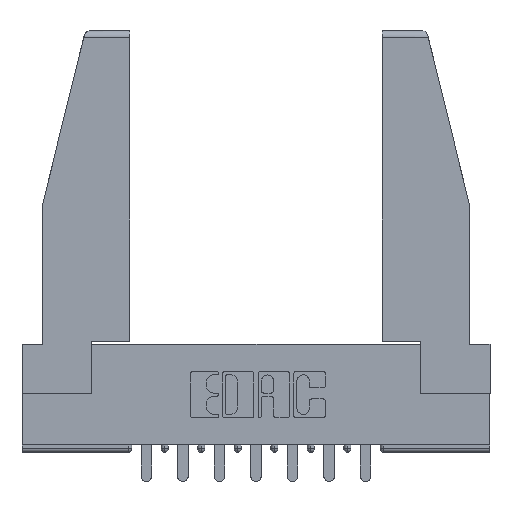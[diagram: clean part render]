
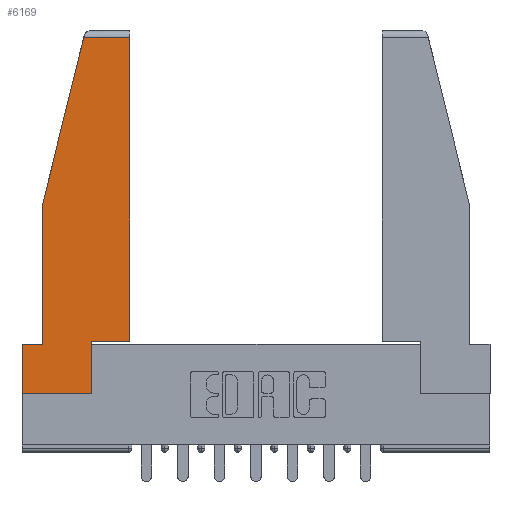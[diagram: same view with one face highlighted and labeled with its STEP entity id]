
A CAD part, top view. The second image highlights one B-rep face of the part: STEP entity #6169.
In plain terms, the highlighted planar face has unit normal (0, 0, 1).
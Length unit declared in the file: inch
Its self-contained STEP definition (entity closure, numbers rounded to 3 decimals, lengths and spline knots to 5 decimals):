
#349 = VERTEX_POINT ( 'NONE', #12497 ) ;
#451 = CARTESIAN_POINT ( 'NONE',  ( 0.297, 0.223, 0. ) ) ;
#1020 = ORIENTED_EDGE ( 'NONE', *, *, #6574, .T. ) ;
#1234 = CARTESIAN_POINT ( 'NONE',  ( 0.086, 0.8, 0. ) ) ;
#1237 = CARTESIAN_POINT ( 'NONE',  ( 0., 0.21, 0. ) ) ;
#1322 = DIRECTION ( 'NONE',  ( 0., -1., 0. ) ) ;
#1412 = VECTOR ( 'NONE', #3236, 39.37008 ) ;
#1479 = VERTEX_POINT ( 'NONE', #3483 ) ;
#1646 = ORIENTED_EDGE ( 'NONE', *, *, #8164, .T. ) ;
#2099 = EDGE_CURVE ( 'NONE', #9305, #4200, #12818, .T. ) ;
#2105 = CARTESIAN_POINT ( 'NONE',  ( 0., 0.21, 0. ) ) ;
#2438 = LINE ( 'NONE', #7176, #11189 ) ;
#2966 = VECTOR ( 'NONE', #10095, 39.37008 ) ;
#3233 = DIRECTION ( 'NONE',  ( 0., -1., 0. ) ) ;
#3236 = DIRECTION ( 'NONE',  ( -1., 0., 0. ) ) ;
#3264 = EDGE_CURVE ( 'NONE', #4200, #5221, #13308, .T. ) ;
#3285 = LINE ( 'NONE', #1237, #1412 ) ;
#3483 = CARTESIAN_POINT ( 'NONE',  ( 0.297, 0., 0. ) ) ;
#4200 = VERTEX_POINT ( 'NONE', #10673 ) ;
#4230 = DIRECTION ( 'NONE',  ( 0., 0., 1. ) ) ;
#5221 = VERTEX_POINT ( 'NONE', #10443 ) ;
#5486 = DIRECTION ( 'NONE',  ( 0., 1., 0. ) ) ;
#5614 = ORIENTED_EDGE ( 'NONE', *, *, #3264, .T. ) ;
#6052 = ORIENTED_EDGE ( 'NONE', *, *, #8359, .T. ) ;
#6148 = ORIENTED_EDGE ( 'NONE', *, *, #7447, .T. ) ;
#6169 = ADVANCED_FACE ( 'NONE', ( #6577 ), #9386, .T. ) ;
#6181 = ORIENTED_EDGE ( 'NONE', *, *, #2099, .T. ) ;
#6227 = LINE ( 'NONE', #6445, #2966 ) ;
#6375 = DIRECTION ( 'NONE',  ( 0., 1., 0. ) ) ;
#6445 = CARTESIAN_POINT ( 'NONE',  ( 0.271, 1.55, 0. ) ) ;
#6574 = EDGE_CURVE ( 'NONE', #11856, #12656, #6227, .T. ) ;
#6577 = FACE_OUTER_BOUND ( 'NONE', #10519, .T. ) ;
#6686 = ORIENTED_EDGE ( 'NONE', *, *, #11353, .T. ) ;
#6861 = VECTOR ( 'NONE', #3233, 39.37008 ) ;
#7176 = CARTESIAN_POINT ( 'NONE',  ( 0., 0., 0. ) ) ;
#7259 = EDGE_CURVE ( 'NONE', #349, #1479, #2438, .T. ) ;
#7370 = VECTOR ( 'NONE', #6375, 39.37008 ) ;
#7447 = EDGE_CURVE ( 'NONE', #8161, #12836, #3285, .T. ) ;
#8139 = CARTESIAN_POINT ( 'NONE',  ( 0.297, 0.223, 0. ) ) ;
#8161 = VERTEX_POINT ( 'NONE', #12841 ) ;
#8164 = EDGE_CURVE ( 'NONE', #12836, #349, #8919, .T. ) ;
#8359 = EDGE_CURVE ( 'NONE', #12656, #8161, #13708, .T. ) ;
#8651 = DIRECTION ( 'NONE',  ( 1., 0., 0. ) ) ;
#8708 = CARTESIAN_POINT ( 'NONE',  ( 0.461, 0.223, 0. ) ) ;
#8919 = LINE ( 'NONE', #2105, #6861 ) ;
#9000 = EDGE_CURVE ( 'NONE', #1479, #9305, #12318, .T. ) ;
#9237 = DIRECTION ( 'NONE',  ( 1., 0., 0. ) ) ;
#9245 = ORIENTED_EDGE ( 'NONE', *, *, #7259, .T. ) ;
#9305 = VERTEX_POINT ( 'NONE', #451 ) ;
#9386 = PLANE ( 'NONE',  #13300 ) ;
#9814 = CARTESIAN_POINT ( 'NONE',  ( 0., 0.21, 0. ) ) ;
#9889 = VECTOR ( 'NONE', #5486, 39.37008 ) ;
#10095 = DIRECTION ( 'NONE',  ( -0.239, -0.971, 0. ) ) ;
#10398 = CARTESIAN_POINT ( 'NONE',  ( 0.297, 0., 0. ) ) ;
#10443 = CARTESIAN_POINT ( 'NONE',  ( 0.461, 1.52, 0. ) ) ;
#10519 = EDGE_LOOP ( 'NONE', ( #5614, #6686, #1020, #6052, #6148, #1646, #9245, #13519, #6181 ) ) ;
#10586 = DIRECTION ( 'NONE',  ( 1., 0., 0. ) ) ;
#10673 = CARTESIAN_POINT ( 'NONE',  ( 0.461, 0.223, 0. ) ) ;
#10744 = VECTOR ( 'NONE', #12824, 39.37008 ) ;
#10811 = VECTOR ( 'NONE', #1322, 39.37008 ) ;
#11189 = VECTOR ( 'NONE', #10586, 39.37008 ) ;
#11353 = EDGE_CURVE ( 'NONE', #5221, #11856, #14151, .T. ) ;
#11793 = CARTESIAN_POINT ( 'NONE',  ( 0., 1.52, 0. ) ) ;
#11856 = VERTEX_POINT ( 'NONE', #12868 ) ;
#12141 = VECTOR ( 'NONE', #9237, 39.37008 ) ;
#12318 = LINE ( 'NONE', #10398, #7370 ) ;
#12497 = CARTESIAN_POINT ( 'NONE',  ( 0., 0., 0. ) ) ;
#12656 = VERTEX_POINT ( 'NONE', #13726 ) ;
#12703 = CARTESIAN_POINT ( 'NONE',  ( 0., 0., 0. ) ) ;
#12818 = LINE ( 'NONE', #8139, #12141 ) ;
#12824 = DIRECTION ( 'NONE',  ( -1., 0., 0. ) ) ;
#12836 = VERTEX_POINT ( 'NONE', #9814 ) ;
#12841 = CARTESIAN_POINT ( 'NONE',  ( 0.086, 0.21, 0. ) ) ;
#12868 = CARTESIAN_POINT ( 'NONE',  ( 0.2636, 1.52, 0. ) ) ;
#13300 = AXIS2_PLACEMENT_3D ( 'NONE', #12703, #4230, #8651 ) ;
#13308 = LINE ( 'NONE', #8708, #9889 ) ;
#13519 = ORIENTED_EDGE ( 'NONE', *, *, #9000, .T. ) ;
#13708 = LINE ( 'NONE', #1234, #10811 ) ;
#13726 = CARTESIAN_POINT ( 'NONE',  ( 0.086, 0.8, 0. ) ) ;
#14151 = LINE ( 'NONE', #11793, #10744 ) ;
